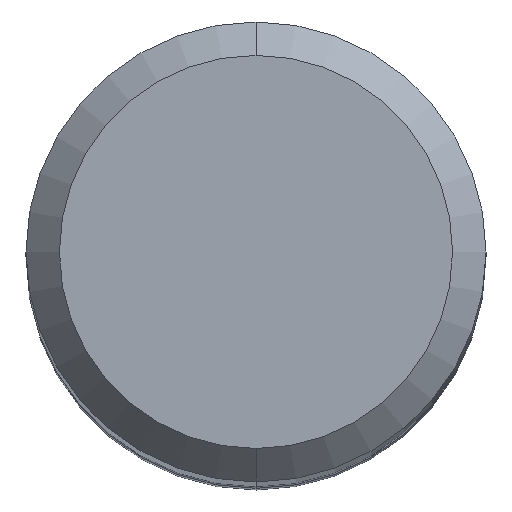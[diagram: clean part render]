
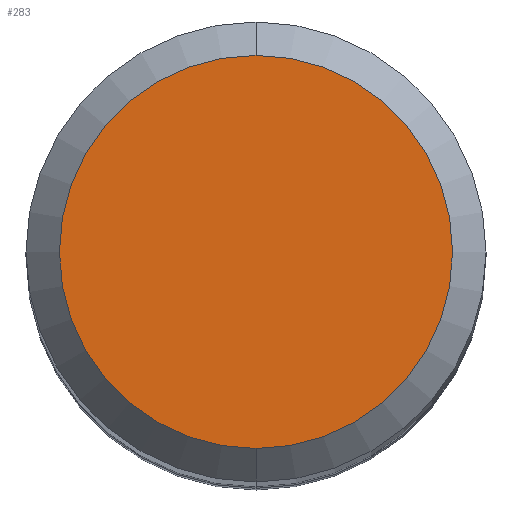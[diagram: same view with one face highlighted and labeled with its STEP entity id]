
A CAD part, top view. The second image highlights one B-rep face of the part: STEP entity #283.
In plain terms, the highlighted planar face has unit normal (0, 0, 1).
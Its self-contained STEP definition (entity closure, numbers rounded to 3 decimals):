
#243=VERTEX_POINT('',#490);
#283=ADVANCED_FACE('',(#534),#535,.T.);
#291=EDGE_CURVE('',#243,#349,#545,.T.);
#315=EDGE_CURVE('',#349,#243,#573,.T.);
#349=VERTEX_POINT('',#608);
#490=CARTESIAN_POINT('',(0.0,2.35,0.0));
#534=FACE_OUTER_BOUND('',#829,.T.);
#535=PLANE('',#830);
#545=CIRCLE('',#842,2.35);
#573=CIRCLE('',#881,2.35);
#608=CARTESIAN_POINT('',(0.,-2.35,0.0));
#829=EDGE_LOOP('',(#1152,#1153));
#830=AXIS2_PLACEMENT_3D('',#1154,#1155,#1156);
#842=AXIS2_PLACEMENT_3D('',#1176,#1177,#1178);
#881=AXIS2_PLACEMENT_3D('',#1208,#1209,#1210);
#1152=ORIENTED_EDGE('',*,*,#291,.F.);
#1153=ORIENTED_EDGE('',*,*,#315,.F.);
#1154=CARTESIAN_POINT('',(0.0,1.175,0.0));
#1155=DIRECTION('',(-0.0,0.0,1.0));
#1156=DIRECTION('',(0.0,-1.0,0.0));
#1176=CARTESIAN_POINT('',(0.0,0.0,0.0));
#1177=DIRECTION('',(0.0,0.0,-1.0));
#1178=DIRECTION('',(0.0,1.0,0.0));
#1208=CARTESIAN_POINT('',(0.0,0.0,0.0));
#1209=DIRECTION('',(0.0,0.0,-1.0));
#1210=DIRECTION('',(0.0,1.0,0.0));
